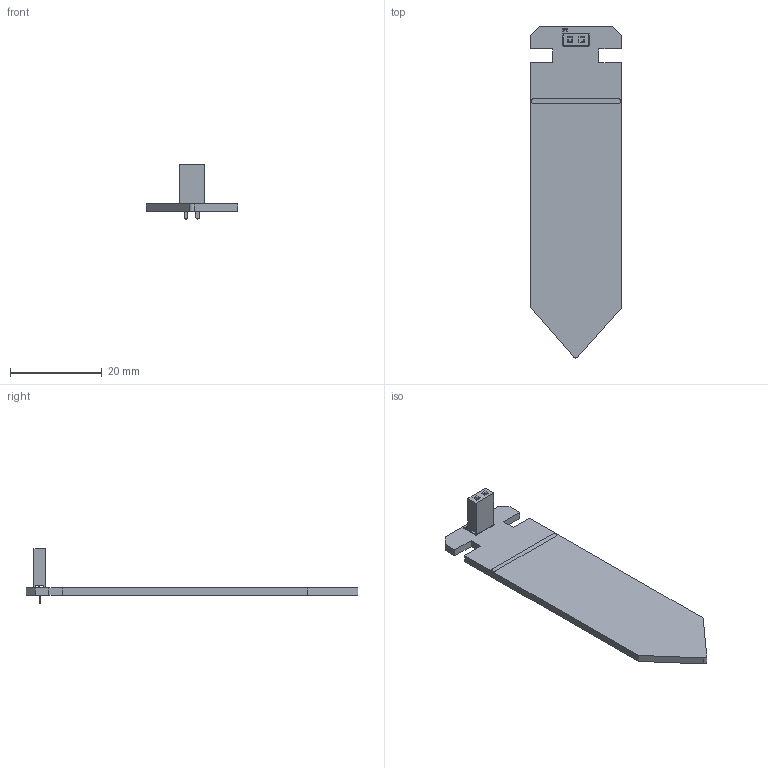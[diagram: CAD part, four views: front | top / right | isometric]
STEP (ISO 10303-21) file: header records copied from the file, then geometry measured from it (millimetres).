
FILE_DESCRIPTION(('Designed by EasyEDA Pro'),'2;1');
FILE_NAME('Open CASCADE Shape Model','2025-06-13T00:15:09',('Author'),( 'Open CASCADE'),'Open CASCADE STEP processor 7.8','Open CASCADE 7.8' ,'Unknown');
FILE_SCHEMA(('AUTOMOTIVE_DESIGN { 1 0 10303 214 1 1 1 1 }'));
Length unit declared in the file: millimetre
Products named in the file (10): EasyEDA PCB Model~Fn7G; Board~Fn7G; TopCopper~Fn7G; BottomCopper~Fn7G; TopSilkscreen~Fn7G; BottomSilkscreen~Fn7G; TopFpcStiffener~Fn7G; BottomFpcStiffener~Fn7G; P1~HDR-TH_2P-P2.54-V-F~HDR-TH_2P-P2.54-F-LI-1X2P~Fn7G; HDR-TH_2P-P2.54-V-F~HDR-TH_2P-P2.54-F-LI-1X2P~Fn7G
Assembly tree (9 placements, depth 3):
  EasyEDA PCB Model~Fn7G
    Board~Fn7G
    TopCopper~Fn7G
    BottomCopper~Fn7G
    TopSilkscreen~Fn7G
    BottomSilkscreen~Fn7G
    TopFpcStiffener~Fn7G
    BottomFpcStiffener~Fn7G
    P1~HDR-TH_2P-P2.54-V-F~HDR-TH_2P-P2.54-F-LI-1X2P~Fn7G
      HDR-TH_2P-P2.54-V-F~HDR-TH_2P-P2.54-F-LI-1X2P~Fn7G
Bounding box: 20.04 x 72.34 x 11.8 mm (x, y, z)
Volume: 2192.4 mm3; surface area: 3158.3 mm2
Topology: 2 solids, 35 shells, 384 faces, 1814 edges, 1492 vertices
Faces by surface type: plane 257, bspline 114, cylinder 13
Entity records: 22788 total; most frequent: CARTESIAN_POINT 6068, ORIENTED_EDGE 2770, DIRECTION 2477, EDGE_CURVE 1814, VERTEX_POINT 1492, LINE 1243, VECTOR 1243, AXIS2_PLACEMENT_3D 617
